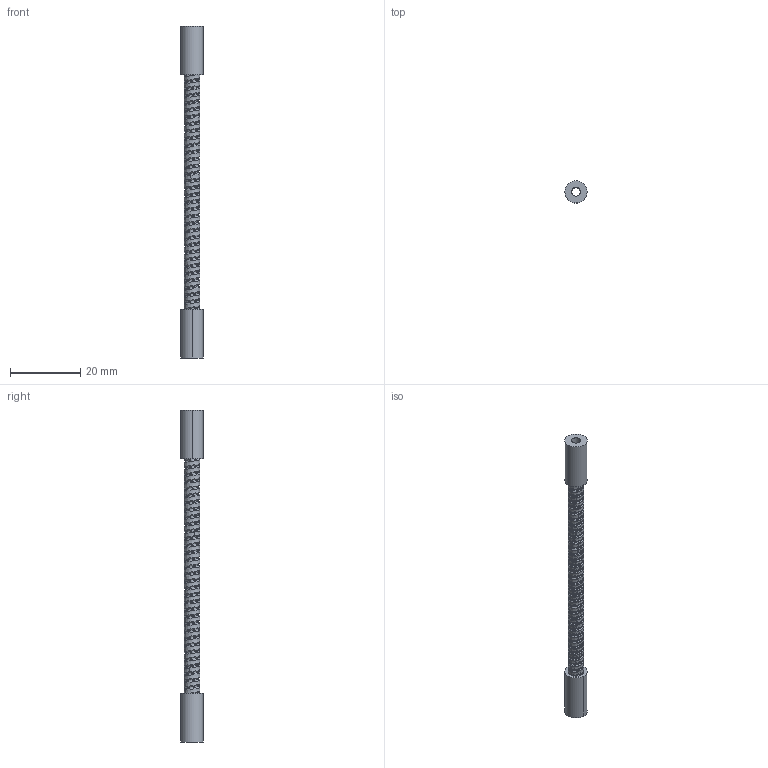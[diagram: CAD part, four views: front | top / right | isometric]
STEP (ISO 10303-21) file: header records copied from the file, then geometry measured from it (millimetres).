
FILE_DESCRIPTION((''),'2;1');
FILE_NAME('193349_ASM','2016-03-02T',('pdmadmin'),(''),'PRO/ENGINEER BY PARAMETRIC TECHNOLOGY CORPORATION, 2013230','PRO/ENGINEER BY PARAMETRIC TECHNOLOGY CORPORATION, 2013230','');
FILE_SCHEMA(('CONFIG_CONTROL_DESIGN'));
Products named in the file (5): 39198; 39452; 39451; 48029_ASM; 193349_ASM
Assembly tree (4 placements, depth 3):
  193349_ASM
    48029_ASM
      39198
      39452
      39451
Bounding box: 6.35 x 6.35 x 94.79 mm (x, y, z)
Volume: 934 mm3; surface area: 4432.9 mm2
Topology: 3 solids, 3 shells, 188 faces, 425 edges, 243 vertices
Faces by surface type: bspline 150, cylinder 28, plane 6, cone 4
Entity records: 40351 total; most frequent: CARTESIAN_POINT 36939, ORIENTED_EDGE 850, EDGE_CURVE 425, DIRECTION 365, VERTEX_POINT 243, B_SPLINE_CURVE_WITH_KNOTS 214, EDGE_LOOP 192, FACE_OUTER_BOUND 188
